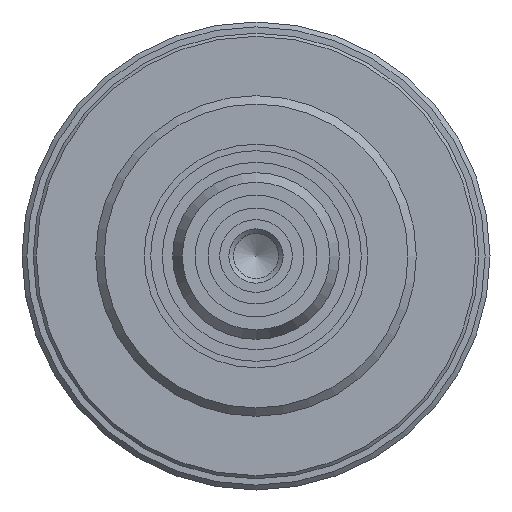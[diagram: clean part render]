
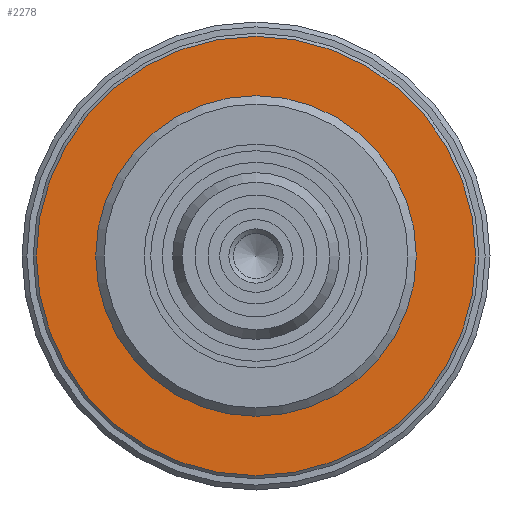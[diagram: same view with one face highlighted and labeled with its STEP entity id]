
A CAD part, left-side view. The second image highlights one B-rep face of the part: STEP entity #2278.
In plain terms, the highlighted conical face has half-angle 89.91 degrees and reference radius 9.384 mm.
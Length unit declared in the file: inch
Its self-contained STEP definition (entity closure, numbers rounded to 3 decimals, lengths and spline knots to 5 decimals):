
#28 = EDGE_CURVE ( 'NONE', #1465, #1465, #783, .T. ) ;
#134 = CARTESIAN_POINT ( 'NONE',  ( 0.46885, 0., -0.36946 ) ) ;
#178 = DIRECTION ( 'NONE',  ( -1., 0., 0. ) ) ;
#229 = CARTESIAN_POINT ( 'NONE',  ( 0.46885, 0., 0. ) ) ;
#250 = DIRECTION ( 'NONE',  ( 1., 0., 0. ) ) ;
#422 = EDGE_LOOP ( 'NONE', ( #1550 ) ) ;
#511 = CONICAL_SURFACE ( 'NONE', #1323, 0.36946, 1.569 ) ;
#544 = AXIS2_PLACEMENT_3D ( 'NONE', #1923, #1155, #1757 ) ;
#647 = EDGE_CURVE ( 'NONE', #1561, #1561, #1647, .T. ) ;
#783 = CIRCLE ( 'NONE', #1467, 0.36946 ) ;
#922 = CARTESIAN_POINT ( 'NONE',  ( 0.46901, 0., -0.2696 ) ) ;
#993 = EDGE_LOOP ( 'NONE', ( #1673 ) ) ;
#1146 = FACE_OUTER_BOUND ( 'NONE', #993, .T. ) ;
#1155 = DIRECTION ( 'NONE',  ( 1., 0., 0. ) ) ;
#1323 = AXIS2_PLACEMENT_3D ( 'NONE', #1927, #178, #1343 ) ;
#1343 = DIRECTION ( 'NONE',  ( 0., 0., 1. ) ) ;
#1465 = VERTEX_POINT ( 'NONE', #134 ) ;
#1467 = AXIS2_PLACEMENT_3D ( 'NONE', #229, #250, #1999 ) ;
#1550 = ORIENTED_EDGE ( 'NONE', *, *, #647, .T. ) ;
#1561 = VERTEX_POINT ( 'NONE', #922 ) ;
#1647 = CIRCLE ( 'NONE', #544, 0.2696 ) ;
#1673 = ORIENTED_EDGE ( 'NONE', *, *, #28, .F. ) ;
#1757 = DIRECTION ( 'NONE',  ( 0., 0., -1. ) ) ;
#1923 = CARTESIAN_POINT ( 'NONE',  ( 0.46901, 0., 0. ) ) ;
#1927 = CARTESIAN_POINT ( 'NONE',  ( 0.46885, 0., 0. ) ) ;
#1999 = DIRECTION ( 'NONE',  ( 0., 0., -1. ) ) ;
#2119 = FACE_BOUND ( 'NONE', #422, .T. ) ;
#2278 = ADVANCED_FACE ( 'NONE', ( #2119, #1146 ), #511, .F. ) ;
